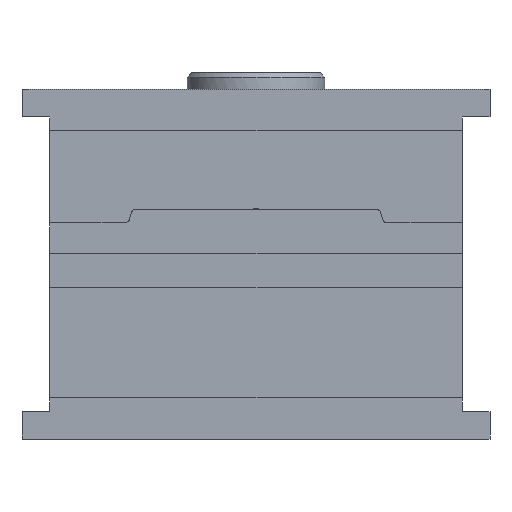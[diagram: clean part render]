
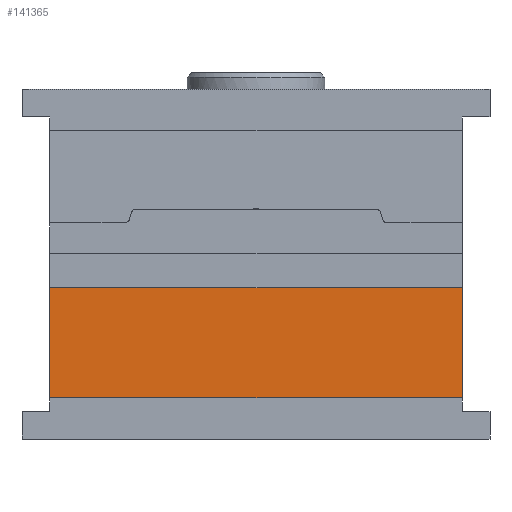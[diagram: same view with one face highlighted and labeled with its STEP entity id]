
A CAD part, front view. The second image highlights one B-rep face of the part: STEP entity #141365.
In plain terms, the highlighted free-form (B-spline) face has degree [1, 1] with [2, 2] control points.
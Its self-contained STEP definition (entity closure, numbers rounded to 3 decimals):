
#141278 = VERTEX_POINT('',#141279);
#141279 = CARTESIAN_POINT('',(-122.26,-122.26,
    -46.459));
#141294 = VERTEX_POINT('',#141295);
#141295 = CARTESIAN_POINT('',(-122.26,-122.26,
    -111.664));
#141300 = EDGE_CURVE('',#141294,#141278,#141301,.T.);
#141301 = B_SPLINE_CURVE_WITH_KNOTS('',1,(#141302,#141303),
  .UNSPECIFIED.,.F.,.F.,(2,2),(0.,80.),.PIECEWISE_BEZIER_KNOTS.);
#141302 = CARTESIAN_POINT('',(-122.26,-122.26,
    -111.664));
#141303 = CARTESIAN_POINT('',(-122.26,-122.26,
    -46.459));
#141342 = VERTEX_POINT('',#141343);
#141343 = CARTESIAN_POINT('',(122.26,-122.26,
    -46.459));
#141348 = EDGE_CURVE('',#141349,#141342,#141351,.T.);
#141349 = VERTEX_POINT('',#141350);
#141350 = CARTESIAN_POINT('',(122.26,-122.26,
    -111.664));
#141351 = B_SPLINE_CURVE_WITH_KNOTS('',1,(#141352,#141353),
  .UNSPECIFIED.,.F.,.F.,(2,2),(0.,80.),.PIECEWISE_BEZIER_KNOTS.);
#141352 = CARTESIAN_POINT('',(122.26,-122.26,
    -111.664));
#141353 = CARTESIAN_POINT('',(122.26,-122.26,
    -46.459));
#141365 = ADVANCED_FACE('',(#141366),#141380,.F.);
#141366 = FACE_BOUND('',#141367,.T.);
#141367 = EDGE_LOOP('',(#141368,#141373,#141374,#141379));
#141368 = ORIENTED_EDGE('',*,*,#141369,.T.);
#141369 = EDGE_CURVE('',#141342,#141278,#141370,.T.);
#141370 = B_SPLINE_CURVE_WITH_KNOTS('',1,(#141371,#141372),
  .UNSPECIFIED.,.F.,.F.,(2,2),(0.,300.),.PIECEWISE_BEZIER_KNOTS.);
#141371 = CARTESIAN_POINT('',(122.26,-122.26,
    -46.459));
#141372 = CARTESIAN_POINT('',(-122.26,-122.26,
    -46.459));
#141373 = ORIENTED_EDGE('',*,*,#141300,.F.);
#141374 = ORIENTED_EDGE('',*,*,#141375,.F.);
#141375 = EDGE_CURVE('',#141349,#141294,#141376,.T.);
#141376 = B_SPLINE_CURVE_WITH_KNOTS('',1,(#141377,#141378),
  .UNSPECIFIED.,.F.,.F.,(2,2),(0.,300.),.PIECEWISE_BEZIER_KNOTS.);
#141377 = CARTESIAN_POINT('',(122.26,-122.26,
    -111.664));
#141378 = CARTESIAN_POINT('',(-122.26,-122.26,
    -111.664));
#141379 = ORIENTED_EDGE('',*,*,#141348,.T.);
#141380 = B_SPLINE_SURFACE_WITH_KNOTS('',1,1,(
    (#141381,#141382)
    ,(#141383,#141384
  )),.UNSPECIFIED.,.F.,.F.,.F.,(2,2),(2,2),(0.,300.),(0.,80.),
  .PIECEWISE_BEZIER_KNOTS.);
#141381 = CARTESIAN_POINT('',(122.26,-122.26,
    -111.664));
#141382 = CARTESIAN_POINT('',(122.26,-122.26,
    -46.459));
#141383 = CARTESIAN_POINT('',(-122.26,-122.26,
    -111.664));
#141384 = CARTESIAN_POINT('',(-122.26,-122.26,
    -46.459));
